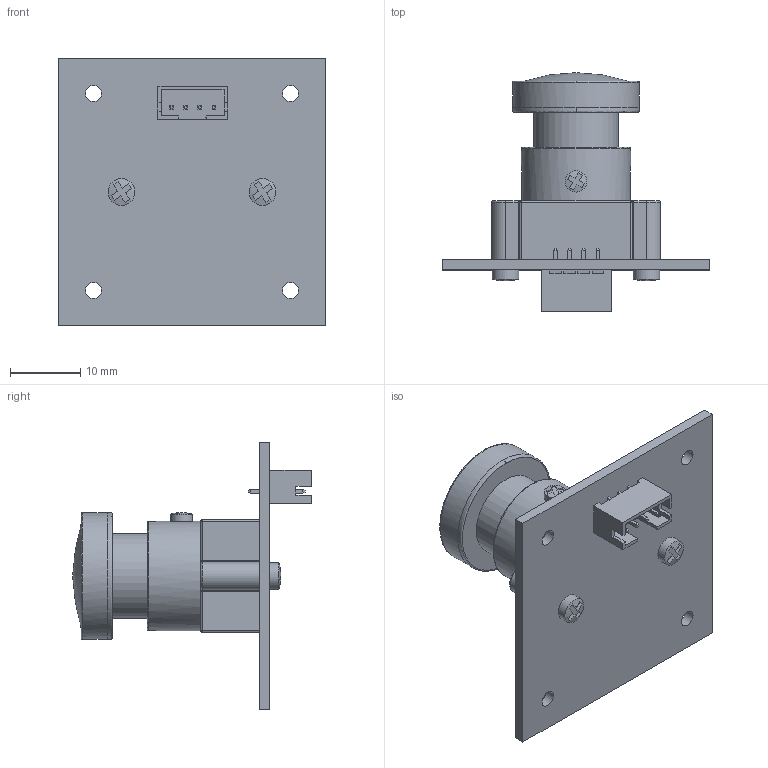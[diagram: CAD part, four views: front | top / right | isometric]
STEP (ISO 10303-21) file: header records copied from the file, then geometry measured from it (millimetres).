
FILE_DESCRIPTION(/* description */ ('STEP AP214'),/* implementation_level */ '2;1');
FILE_NAME(/* name */ 'Camera.step',/* time_stamp */ '2026-01-04T20:38:14-05:00',/* author */ (''),/* organization */ (''),/* preprocessor_version */ 'ST-DEVELOPER v20.1',/* originating_system */ 'Autodesk Translation Framework v14.21.0.0',/* authorisation */ '');
FILE_SCHEMA (('AUTOMOTIVE_DESIGN { 1 0 10303 214 3 1 1 }'));
Length unit declared in the file: millimetre
Products named in the file (1): 2026-01-05-00-53-11-420
Bounding box: 38 x 33.89 x 38 mm (x, y, z)
Volume: 7868.2 mm3; surface area: 5529.1 mm2
Topology: 12 solids, 28 shells, 369 faces, 891 edges, 572 vertices
Faces by surface type: plane 293, cylinder 35, bspline 24, torus 9, sphere 8
Full cylindrical faces by diameter (mm): 1.8 x1, 2 x4, 2.3 x4, 3.04 x1, 3.8 x2, 12 x1, 15.5 x1, 18 x1
Entity records: 12598 total; most frequent: CARTESIAN_POINT 4101, ORIENTED_EDGE 1695, DIRECTION 1637, EDGE_CURVE 887, LINE 699, VECTOR 699, VERTEX_POINT 572, AXIS2_PLACEMENT_3D 469
